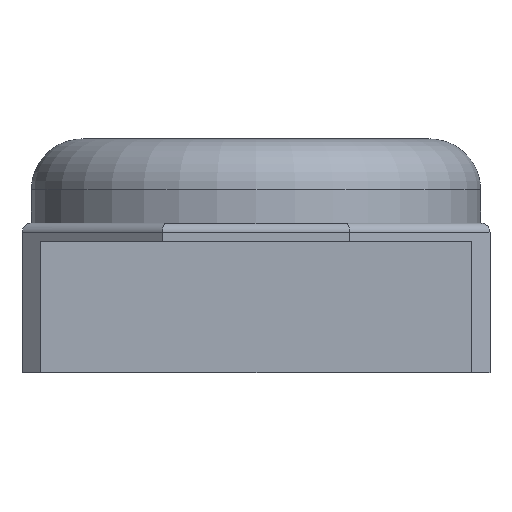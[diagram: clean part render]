
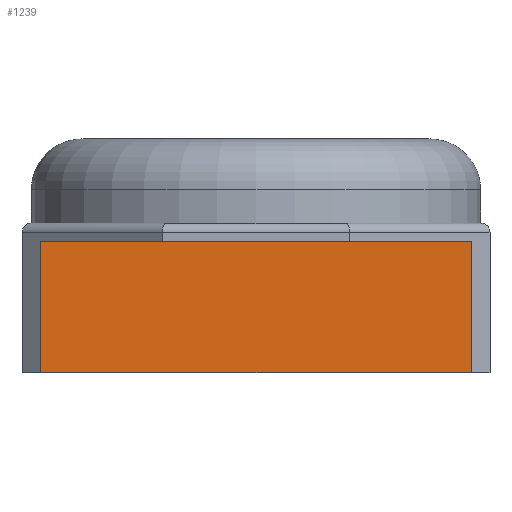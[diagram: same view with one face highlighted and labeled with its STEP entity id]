
A CAD part, left-side view. The second image highlights one B-rep face of the part: STEP entity #1239.
In plain terms, the highlighted planar face has unit normal (-1, 0, 0).
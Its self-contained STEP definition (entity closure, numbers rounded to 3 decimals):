
#13=DIRECTION('',(0.,0.,1.));
#27=VECTOR('',#13,1.);
#144=DIRECTION('',(1.,0.,0.));
#208=VECTOR('',#209,1.);
#209=DIRECTION('',(0.,-1.,0.));
#889=VERTEX_POINT('',#890);
#890=CARTESIAN_POINT('',(-1.6,-1.15,0.01));
#895=VERTEX_POINT('',#896);
#896=CARTESIAN_POINT('',(-1.6,1.15,0.01));
#899=EDGE_CURVE('',#895,#889,#900,.T.);
#900=LINE('',#896,#208);
#979=VERTEX_POINT('',#980);
#980=CARTESIAN_POINT('',(-1.6,1.15,0.71));
#983=EDGE_CURVE('',#895,#979,#984,.T.);
#984=LINE('',#896,#27);
#1224=EDGE_CURVE('',#889,#1225,#1227,.T.);
#1225=VERTEX_POINT('',#1226);
#1226=CARTESIAN_POINT('',(-1.6,-1.15,0.71));
#1227=LINE('',#890,#27);
#1239=ADVANCED_FACE('',(#1240),#1248,.F.);
#1240=FACE_BOUND('',#1241,.F.);
#1241=EDGE_LOOP('',(#1242,#1243,#1246,#1247));
#1242=ORIENTED_EDGE('',*,*,#983,.T.);
#1243=ORIENTED_EDGE('',*,*,#1244,.T.);
#1244=EDGE_CURVE('',#979,#1225,#1245,.T.);
#1245=LINE('',#980,#208);
#1246=ORIENTED_EDGE('',*,*,#1224,.F.);
#1247=ORIENTED_EDGE('',*,*,#899,.F.);
#1248=PLANE('',#1249);
#1249=AXIS2_PLACEMENT_3D('',#896,#144,#209);
